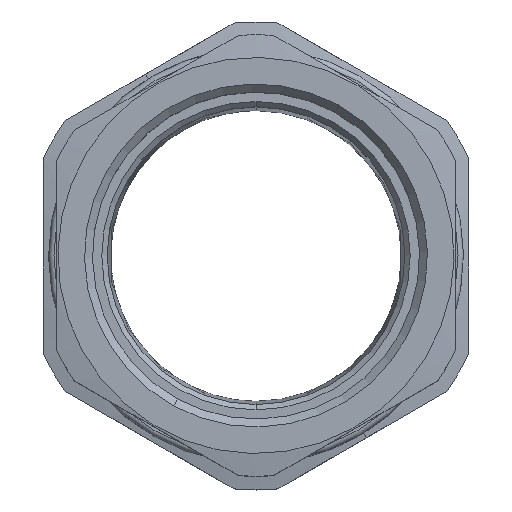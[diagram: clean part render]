
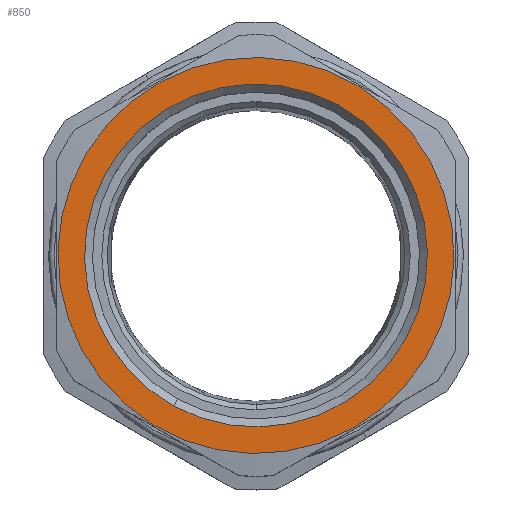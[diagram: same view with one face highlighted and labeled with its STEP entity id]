
A CAD part, top view. The second image highlights one B-rep face of the part: STEP entity #850.
In plain terms, the highlighted planar face has unit normal (0, 0, 1).
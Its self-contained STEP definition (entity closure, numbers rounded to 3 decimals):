
#249=AXIS2_PLACEMENT_3D('Circle Axis2P3D',#247,#248,$) ;
#341=AXIS2_PLACEMENT_3D('Circle Axis2P3D',#339,#340,$) ;
#826=AXIS2_PLACEMENT_3D('Plane Axis2P3D',#823,#824,#825) ;
#834=AXIS2_PLACEMENT_3D('Circle Axis2P3D',#832,#833,$) ;
#843=AXIS2_PLACEMENT_3D('Circle Axis2P3D',#841,#842,$) ;
#244=CARTESIAN_POINT('Vertex',(20.619,12.189,78.75)) ;
#247=CARTESIAN_POINT('Axis2P3D Location',(40.,44.,78.75)) ;
#251=CARTESIAN_POINT('Vertex',(59.381,75.811,78.75)) ;
#339=CARTESIAN_POINT('Axis2P3D Location',(40.,44.,78.75)) ;
#823=CARTESIAN_POINT('Axis2P3D Location',(40.,44.,78.75)) ;
#832=CARTESIAN_POINT('Axis2P3D Location',(40.,44.,78.75)) ;
#836=CARTESIAN_POINT('Vertex',(55.461,72.302,78.75)) ;
#838=CARTESIAN_POINT('Vertex',(24.539,15.698,78.75)) ;
#841=CARTESIAN_POINT('Axis2P3D Location',(40.,44.,78.75)) ;
#248=DIRECTION('Axis2P3D Direction',(0.,0.,-1.)) ;
#340=DIRECTION('Axis2P3D Direction',(0.,0.,-1.)) ;
#824=DIRECTION('Axis2P3D Direction',(0.,0.,-1.)) ;
#825=DIRECTION('Axis2P3D XDirection',(0.,-1.,0.)) ;
#833=DIRECTION('Axis2P3D Direction',(0.,0.,-1.)) ;
#842=DIRECTION('Axis2P3D Direction',(0.,0.,-1.)) ;
#829=ORIENTED_EDGE('',*,*,#343,.T.) ;
#830=ORIENTED_EDGE('',*,*,#253,.T.) ;
#847=ORIENTED_EDGE('',*,*,#840,.T.) ;
#848=ORIENTED_EDGE('',*,*,#845,.T.) ;
#849=FACE_BOUND('',#846,.T.) ;
#850=ADVANCED_FACE('PartBody',(#831,#849),#827,.F.) ;
#250=CIRCLE('generated circle',#249,37.25) ;
#342=CIRCLE('generated circle',#341,37.25) ;
#835=CIRCLE('generated circle',#834,32.25) ;
#844=CIRCLE('generated circle',#843,32.25) ;
#253=EDGE_CURVE('',#252,#245,#250,.F.) ;
#343=EDGE_CURVE('',#245,#252,#342,.F.) ;
#840=EDGE_CURVE('',#837,#839,#835,.T.) ;
#845=EDGE_CURVE('',#839,#837,#844,.T.) ;
#828=EDGE_LOOP('',(#829,#830)) ;
#846=EDGE_LOOP('',(#847,#848)) ;
#831=FACE_OUTER_BOUND('',#828,.T.) ;
#827=PLANE('',#826) ;
#245=VERTEX_POINT('',#244) ;
#252=VERTEX_POINT('',#251) ;
#837=VERTEX_POINT('',#836) ;
#839=VERTEX_POINT('',#838) ;
